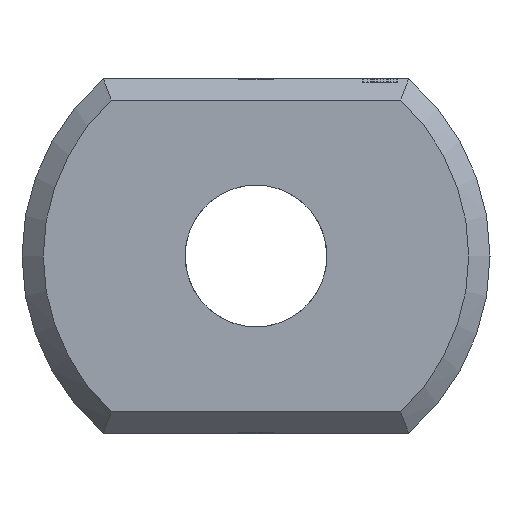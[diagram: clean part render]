
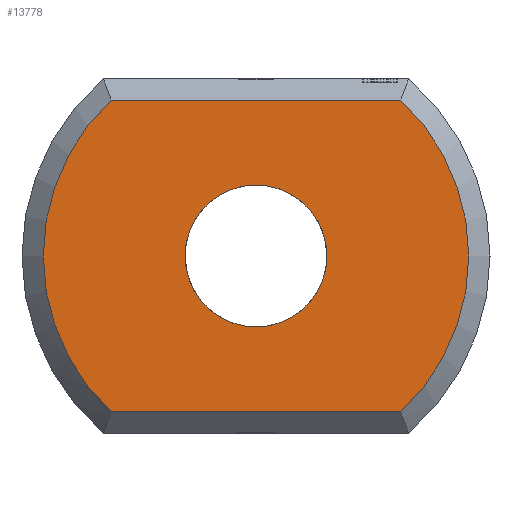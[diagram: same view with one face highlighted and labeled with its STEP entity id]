
A CAD part, left-side view. The second image highlights one B-rep face of the part: STEP entity #13778.
In plain terms, the highlighted planar face has unit normal (-1, 0, 0).
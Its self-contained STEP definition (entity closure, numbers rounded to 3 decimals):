
#3428 = VERTEX_POINT('',#3429);
#3429 = CARTESIAN_POINT('',(0.,-2.04,2.2));
#3438 = VERTEX_POINT('',#3439);
#3439 = CARTESIAN_POINT('',(0.,-2.04,-2.2));
#3446 = EDGE_CURVE('',#3428,#3438,#3447,.T.);
#3447 = CIRCLE('',#3448,3.);
#3448 = AXIS2_PLACEMENT_3D('',#3449,#3450,#3451);
#3449 = CARTESIAN_POINT('',(0.,0.,0.));
#3450 = DIRECTION('',(1.,0.,0.));
#3451 = DIRECTION('',(0.,-0.653,0.758)
  );
#3998 = VERTEX_POINT('',#3999);
#3999 = CARTESIAN_POINT('',(0.,2.04,2.2));
#4006 = EDGE_CURVE('',#3428,#3998,#4007,.T.);
#4007 = LINE('',#4008,#4009);
#4008 = CARTESIAN_POINT('',(0.,-2.154,2.2));
#4009 = VECTOR('',#4010,1.);
#4010 = DIRECTION('',(0.,1.,0.));
#13778 = ADVANCED_FACE('',(#13779,#13798),#13809,.F.);
#13779 = FACE_BOUND('',#13780,.F.);
#13780 = EDGE_LOOP('',(#13781,#13790,#13791,#13792));
#13781 = ORIENTED_EDGE('',*,*,#13782,.T.);
#13782 = EDGE_CURVE('',#13783,#3998,#13785,.T.);
#13783 = VERTEX_POINT('',#13784);
#13784 = CARTESIAN_POINT('',(0.,2.04,-2.2));
#13785 = CIRCLE('',#13786,3.);
#13786 = AXIS2_PLACEMENT_3D('',#13787,#13788,#13789);
#13787 = CARTESIAN_POINT('',(0.,0.,0.));
#13788 = DIRECTION('',(1.,0.,0.));
#13789 = DIRECTION('',(0.,0.653,-0.758)
  );
#13790 = ORIENTED_EDGE('',*,*,#4006,.F.);
#13791 = ORIENTED_EDGE('',*,*,#3446,.T.);
#13792 = ORIENTED_EDGE('',*,*,#13793,.T.);
#13793 = EDGE_CURVE('',#3438,#13783,#13794,.T.);
#13794 = LINE('',#13795,#13796);
#13795 = CARTESIAN_POINT('',(0.,-2.154,-2.2));
#13796 = VECTOR('',#13797,1.);
#13797 = DIRECTION('',(0.,1.,0.));
#13798 = FACE_BOUND('',#13799,.T.);
#13799 = EDGE_LOOP('',(#13800));
#13800 = ORIENTED_EDGE('',*,*,#13801,.T.);
#13801 = EDGE_CURVE('',#13802,#13802,#13804,.T.);
#13802 = VERTEX_POINT('',#13803);
#13803 = CARTESIAN_POINT('',(0.,1.,0.)
  );
#13804 = CIRCLE('',#13805,1.);
#13805 = AXIS2_PLACEMENT_3D('',#13806,#13807,#13808);
#13806 = CARTESIAN_POINT('',(0.,0.,0.));
#13807 = DIRECTION('',(1.,0.,0.));
#13808 = DIRECTION('',(0.,1.,0.));
#13809 = PLANE('',#13810);
#13810 = AXIS2_PLACEMENT_3D('',#13811,#13812,#13813);
#13811 = CARTESIAN_POINT('',(0.,0.,0.));
#13812 = DIRECTION('',(1.,0.,0.));
#13813 = DIRECTION('',(0.,0.,1.));
